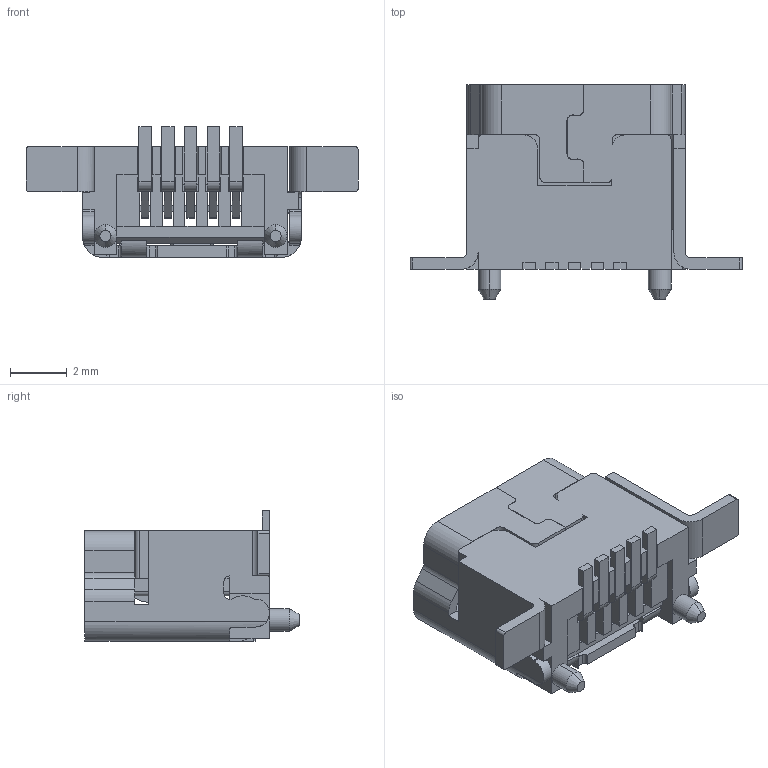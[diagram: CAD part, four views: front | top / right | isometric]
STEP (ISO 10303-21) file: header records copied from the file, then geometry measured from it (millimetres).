
FILE_DESCRIPTION (( 'STEP AP203' ), '1' );
FILE_NAME ('MUSB-B5-S-VT-TSMT-TR.STEP', '2020-12-03T11:15:19', ( '' ), ( '' ), 'SwSTEP 2.0', 'SolidWorks 2017', '' );
FILE_SCHEMA (( 'CONFIG_CONTROL_DESIGN' ));
Length unit declared in the file: millimetre
Products named in the file (1): MUSB-B5-S-VT-TSMT-TR
Bounding box: 11.7 x 7.55 x 4.6 mm (x, y, z)
Volume: 98 mm3; surface area: 519 mm2
Topology: 1 solids, 1 shells, 543 faces, 1702 edges, 1120 vertices
Faces by surface type: plane 374, cylinder 165, cone 4
Entity records: 18981 total; most frequent: CARTESIAN_POINT 3532, ORIENTED_EDGE 3404, DIRECTION 3074, EDGE_CURVE 1702, LINE 1326, VECTOR 1326, VERTEX_POINT 1120, AXIS2_PLACEMENT_3D 874
